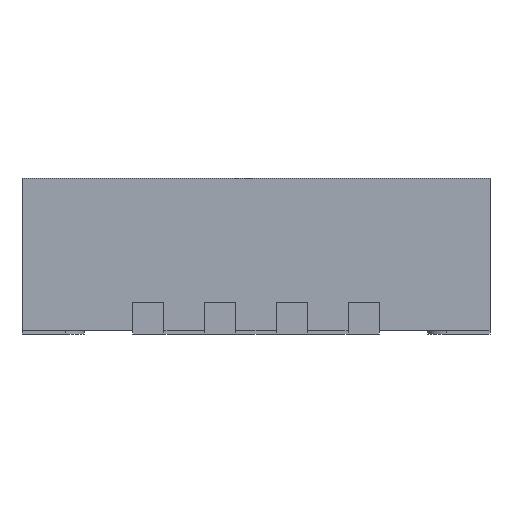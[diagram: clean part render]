
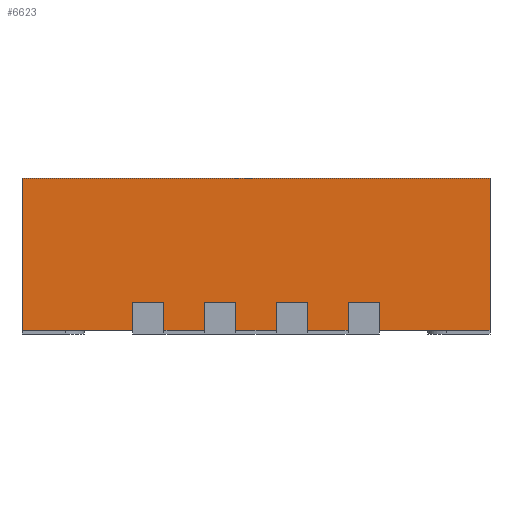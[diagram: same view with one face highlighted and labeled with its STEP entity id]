
A CAD part, front view. The second image highlights one B-rep face of the part: STEP entity #6623.
In plain terms, the highlighted face is planar.
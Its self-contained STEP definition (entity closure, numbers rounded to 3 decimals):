
#843=FACE_OUTER_BOUND('',#1211,.T.);
#1211=EDGE_LOOP('',(#5765,#5766,#5767,#5768,#5769,#5770,#5771,#5772,#5773,
#5774,#5775,#5776,#5777,#5778,#5779,#5780,#5781,#5782,#5783,#5784));
#1785=LINE('',#11086,#2459);
#1795=LINE('',#11114,#2469);
#1835=LINE('',#11219,#2509);
#1842=LINE('',#11236,#2516);
#1846=LINE('',#11245,#2520);
#1850=LINE('',#11254,#2524);
#1889=LINE('',#11329,#2563);
#1904=LINE('',#11356,#2578);
#1906=LINE('',#11361,#2580);
#1918=LINE('',#11383,#2592);
#1922=LINE('',#11391,#2596);
#1926=LINE('',#11399,#2600);
#1930=LINE('',#11406,#2604);
#1931=LINE('',#11407,#2605);
#1932=LINE('',#11408,#2606);
#1933=LINE('',#11409,#2607);
#1934=LINE('',#11410,#2608);
#1935=LINE('',#11411,#2609);
#1936=LINE('',#11412,#2610);
#1937=LINE('',#11413,#2611);
#2459=VECTOR('',#7962,3.);
#2469=VECTOR('',#7984,0.71);
#2509=VECTOR('',#8050,0.71);
#2516=VECTOR('',#8061,0.26);
#2520=VECTOR('',#8067,0.26);
#2524=VECTOR('',#8073,0.26);
#2563=VECTOR('',#8128,0.975);
#2578=VECTOR('',#8149,0.175);
#2580=VECTOR('',#8153,0.2);
#2592=VECTOR('',#8167,0.2);
#2596=VECTOR('',#8171,0.2);
#2600=VECTOR('',#8175,0.2);
#2604=VECTOR('',#8181,0.975);
#2605=VECTOR('',#8182,0.175);
#2606=VECTOR('',#8183,0.175);
#2607=VECTOR('',#8184,0.175);
#2608=VECTOR('',#8185,0.175);
#2609=VECTOR('',#8186,0.175);
#2610=VECTOR('',#8187,0.175);
#2611=VECTOR('',#8188,0.175);
#3141=VERTEX_POINT('',#11084);
#3142=VERTEX_POINT('',#11085);
#3153=VERTEX_POINT('',#11111);
#3154=VERTEX_POINT('',#11113);
#3205=VERTEX_POINT('',#11216);
#3206=VERTEX_POINT('',#11218);
#3213=VERTEX_POINT('',#11233);
#3214=VERTEX_POINT('',#11235);
#3217=VERTEX_POINT('',#11242);
#3218=VERTEX_POINT('',#11244);
#3221=VERTEX_POINT('',#11251);
#3222=VERTEX_POINT('',#11253);
#3259=VERTEX_POINT('',#11355);
#3260=VERTEX_POINT('',#11359);
#3261=VERTEX_POINT('',#11360);
#3270=VERTEX_POINT('',#11382);
#3273=VERTEX_POINT('',#11388);
#3274=VERTEX_POINT('',#11390);
#3277=VERTEX_POINT('',#11396);
#3278=VERTEX_POINT('',#11398);
#3983=EDGE_CURVE('',#3141,#3142,#1785,.T.);
#3995=EDGE_CURVE('',#3154,#3153,#1795,.T.);
#4047=EDGE_CURVE('',#3206,#3205,#1835,.T.);
#4055=EDGE_CURVE('',#3214,#3213,#1842,.T.);
#4059=EDGE_CURVE('',#3218,#3217,#1846,.T.);
#4063=EDGE_CURVE('',#3222,#3221,#1850,.T.);
#4103=EDGE_CURVE('',#3154,#3141,#1889,.T.);
#4118=EDGE_CURVE('',#3206,#3259,#1904,.T.);
#4120=EDGE_CURVE('',#3260,#3261,#1906,.T.);
#4133=EDGE_CURVE('',#3270,#3259,#1918,.T.);
#4137=EDGE_CURVE('',#3274,#3273,#1922,.T.);
#4141=EDGE_CURVE('',#3278,#3277,#1926,.T.);
#4145=EDGE_CURVE('',#3205,#3142,#1930,.T.);
#4146=EDGE_CURVE('',#3153,#3260,#1931,.T.);
#4147=EDGE_CURVE('',#3214,#3261,#1932,.T.);
#4148=EDGE_CURVE('',#3213,#3278,#1933,.T.);
#4149=EDGE_CURVE('',#3218,#3277,#1934,.T.);
#4150=EDGE_CURVE('',#3217,#3274,#1935,.T.);
#4151=EDGE_CURVE('',#3222,#3273,#1936,.T.);
#4152=EDGE_CURVE('',#3221,#3270,#1937,.T.);
#5765=ORIENTED_EDGE('',*,*,#4118,.F.);
#5766=ORIENTED_EDGE('',*,*,#4047,.T.);
#5767=ORIENTED_EDGE('',*,*,#4145,.T.);
#5768=ORIENTED_EDGE('',*,*,#3983,.F.);
#5769=ORIENTED_EDGE('',*,*,#4103,.F.);
#5770=ORIENTED_EDGE('',*,*,#3995,.T.);
#5771=ORIENTED_EDGE('',*,*,#4146,.T.);
#5772=ORIENTED_EDGE('',*,*,#4120,.T.);
#5773=ORIENTED_EDGE('',*,*,#4147,.F.);
#5774=ORIENTED_EDGE('',*,*,#4055,.T.);
#5775=ORIENTED_EDGE('',*,*,#4148,.T.);
#5776=ORIENTED_EDGE('',*,*,#4141,.T.);
#5777=ORIENTED_EDGE('',*,*,#4149,.F.);
#5778=ORIENTED_EDGE('',*,*,#4059,.T.);
#5779=ORIENTED_EDGE('',*,*,#4150,.T.);
#5780=ORIENTED_EDGE('',*,*,#4137,.T.);
#5781=ORIENTED_EDGE('',*,*,#4151,.F.);
#5782=ORIENTED_EDGE('',*,*,#4063,.T.);
#5783=ORIENTED_EDGE('',*,*,#4152,.T.);
#5784=ORIENTED_EDGE('',*,*,#4133,.T.);
#6282=PLANE('',#7037);
#6623=ADVANCED_FACE('',(#843),#6282,.T.);
#7037=AXIS2_PLACEMENT_3D('',#11405,#8179,#8180);
#7962=DIRECTION('',(1.,0.,0.));
#7984=DIRECTION('',(1.,0.,0.));
#8050=DIRECTION('',(1.,0.,0.));
#8061=DIRECTION('',(1.,0.,0.));
#8067=DIRECTION('',(1.,0.,0.));
#8073=DIRECTION('',(1.,0.,0.));
#8128=DIRECTION('',(0.,1.,0.));
#8149=DIRECTION('',(0.,1.,0.));
#8153=DIRECTION('',(1.,0.,0.));
#8167=DIRECTION('',(1.,0.,0.));
#8171=DIRECTION('',(1.,0.,0.));
#8175=DIRECTION('',(1.,0.,0.));
#8179=DIRECTION('center_axis',(0.,0.,1.));
#8180=DIRECTION('ref_axis',(1.,0.,0.));
#8181=DIRECTION('',(0.,1.,0.));
#8182=DIRECTION('',(0.,1.,0.));
#8183=DIRECTION('',(0.,1.,0.));
#8184=DIRECTION('',(0.,1.,0.));
#8185=DIRECTION('',(0.,1.,0.));
#8186=DIRECTION('',(0.,1.,0.));
#8187=DIRECTION('',(0.,1.,0.));
#8188=DIRECTION('',(0.,1.,0.));
#11084=CARTESIAN_POINT('',(-1.5,0.975,2.));
#11085=CARTESIAN_POINT('',(1.5,0.975,2.));
#11086=CARTESIAN_POINT('',(-1.5,0.975,2.));
#11111=CARTESIAN_POINT('',(-0.79,0.,2.));
#11113=CARTESIAN_POINT('',(-1.5,0.,2.));
#11114=CARTESIAN_POINT('',(-1.5,0.,2.));
#11216=CARTESIAN_POINT('',(1.5,0.,2.));
#11218=CARTESIAN_POINT('',(0.79,0.,2.));
#11219=CARTESIAN_POINT('',(0.79,0.,2.));
#11233=CARTESIAN_POINT('',(-0.33,0.,2.));
#11235=CARTESIAN_POINT('',(-0.59,0.,2.));
#11236=CARTESIAN_POINT('',(-0.59,0.,2.));
#11242=CARTESIAN_POINT('',(0.13,0.,2.));
#11244=CARTESIAN_POINT('',(-0.13,0.,2.));
#11245=CARTESIAN_POINT('',(-0.13,0.,2.));
#11251=CARTESIAN_POINT('',(0.59,0.,2.));
#11253=CARTESIAN_POINT('',(0.33,0.,2.));
#11254=CARTESIAN_POINT('',(0.33,0.,2.));
#11329=CARTESIAN_POINT('',(-1.5,0.,2.));
#11355=CARTESIAN_POINT('',(0.79,0.175,2.));
#11356=CARTESIAN_POINT('',(0.79,0.,2.));
#11359=CARTESIAN_POINT('',(-0.79,0.175,2.));
#11360=CARTESIAN_POINT('',(-0.59,0.175,2.));
#11361=CARTESIAN_POINT('',(-0.79,0.175,2.));
#11382=CARTESIAN_POINT('',(0.59,0.175,2.));
#11383=CARTESIAN_POINT('',(0.59,0.175,2.));
#11388=CARTESIAN_POINT('',(0.33,0.175,2.));
#11390=CARTESIAN_POINT('',(0.13,0.175,2.));
#11391=CARTESIAN_POINT('',(0.13,0.175,2.));
#11396=CARTESIAN_POINT('',(-0.13,0.175,2.));
#11398=CARTESIAN_POINT('',(-0.33,0.175,2.));
#11399=CARTESIAN_POINT('',(-0.33,0.175,2.));
#11405=CARTESIAN_POINT('Origin',(-1.5,0.,2.));
#11406=CARTESIAN_POINT('',(1.5,0.,2.));
#11407=CARTESIAN_POINT('',(-0.79,0.,2.));
#11408=CARTESIAN_POINT('',(-0.59,0.,2.));
#11409=CARTESIAN_POINT('',(-0.33,0.,2.));
#11410=CARTESIAN_POINT('',(-0.13,0.,2.));
#11411=CARTESIAN_POINT('',(0.13,0.,2.));
#11412=CARTESIAN_POINT('',(0.33,0.,2.));
#11413=CARTESIAN_POINT('',(0.59,0.,2.));
